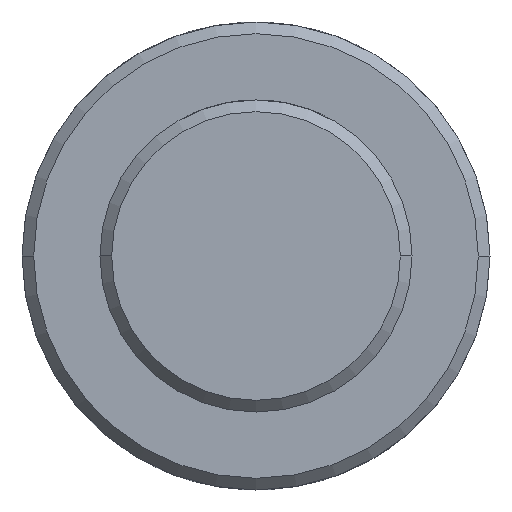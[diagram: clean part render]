
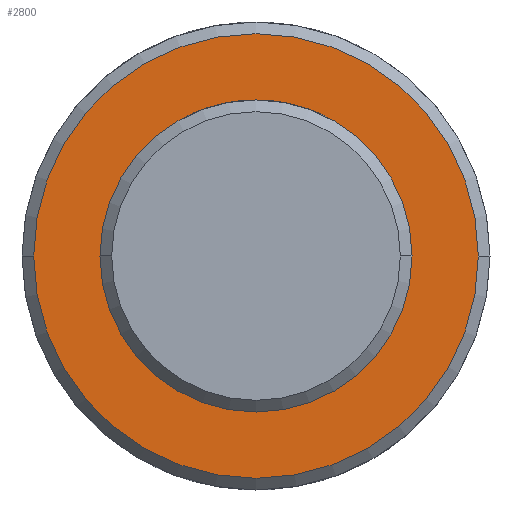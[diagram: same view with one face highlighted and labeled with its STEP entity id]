
A CAD part, front view. The second image highlights one B-rep face of the part: STEP entity #2800.
In plain terms, the highlighted planar face has unit normal (0, -1, 0).
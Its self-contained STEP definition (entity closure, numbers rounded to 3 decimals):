
#41 = AXIS2_PLACEMENT_3D ( 'NONE', #3339, #1134, #319 ) ;
#78 = PLANE ( 'NONE',  #856 ) ;
#164 = AXIS2_PLACEMENT_3D ( 'NONE', #802, #1916, #1348 ) ;
#231 = CARTESIAN_POINT ( 'NONE',  ( -5.7, -125., 0. ) ) ;
#245 = VERTEX_POINT ( 'NONE', #1490 ) ;
#319 = DIRECTION ( 'NONE',  ( -1., 0., 0. ) ) ;
#489 = FACE_BOUND ( 'NONE', #1240, .T. ) ;
#621 = VERTEX_POINT ( 'NONE', #2724 ) ;
#622 = VERTEX_POINT ( 'NONE', #231 ) ;
#713 = ORIENTED_EDGE ( 'NONE', *, *, #1096, .T. ) ;
#795 = ORIENTED_EDGE ( 'NONE', *, *, #1256, .T. ) ;
#802 = CARTESIAN_POINT ( 'NONE',  ( 0., -125., 0. ) ) ;
#823 = CIRCLE ( 'NONE', #1100, 5.7 ) ;
#856 = AXIS2_PLACEMENT_3D ( 'NONE', #3144, #2901, #2618 ) ;
#1080 = CARTESIAN_POINT ( 'NONE',  ( 0., -125., 0. ) ) ;
#1096 = EDGE_CURVE ( 'Defeature ausgef�hrt1_8+Defeature ausgef�hrt1_19+Defeature ausgef�hrt1_19+Defeature ausgef�hrt1_19', #2966, #622, #823, .T. ) ;
#1100 = AXIS2_PLACEMENT_3D ( 'NONE', #2101, #2894, #1782 ) ;
#1134 = DIRECTION ( 'NONE',  ( 0., 1., 0. ) ) ;
#1240 = EDGE_LOOP ( 'NONE', ( #1243, #3277 ) ) ;
#1243 = ORIENTED_EDGE ( 'NONE', *, *, #2479, .T. ) ;
#1244 = CIRCLE ( 'NONE', #1845, 5.7 ) ;
#1256 = EDGE_CURVE ( 'Defeature ausgef�hrt1_8+Defeature ausgef�hrt1_19+Defeature ausgef�hrt1_19+Defeature ausgef�hrt1_19', #622, #2966, #1244, .T. ) ;
#1294 = CARTESIAN_POINT ( 'NONE',  ( 5.7, -125., 0. ) ) ;
#1348 = DIRECTION ( 'NONE',  ( -1., 0., 0. ) ) ;
#1490 = CARTESIAN_POINT ( 'NONE',  ( 4., -125., 0. ) ) ;
#1782 = DIRECTION ( 'NONE',  ( 1., 0., 0. ) ) ;
#1845 = AXIS2_PLACEMENT_3D ( 'NONE', #1080, #3002, #3020 ) ;
#1889 = EDGE_LOOP ( 'NONE', ( #795, #713 ) ) ;
#1916 = DIRECTION ( 'NONE',  ( 0., 1., 0. ) ) ;
#2020 = CIRCLE ( 'NONE', #164, 4. ) ;
#2101 = CARTESIAN_POINT ( 'NONE',  ( 0., -125., 0. ) ) ;
#2479 = EDGE_CURVE ( 'Defeature ausgef�hrt1_8+Defeature ausgef�hrt1_9+Defeature ausgef�hrt1_9+Defeature ausgef�hrt1_9', #621, #245, #2020, .T. ) ;
#2591 = EDGE_CURVE ( 'Defeature ausgef�hrt1_8+Defeature ausgef�hrt1_9+Defeature ausgef�hrt1_9+Defeature ausgef�hrt1_9', #245, #621, #2607, .T. ) ;
#2607 = CIRCLE ( 'NONE', #41, 4. ) ;
#2618 = DIRECTION ( 'NONE',  ( 1., 0., 0. ) ) ;
#2724 = CARTESIAN_POINT ( 'NONE',  ( -4., -125., 0. ) ) ;
#2777 = FACE_OUTER_BOUND ( 'NONE', #1889, .T. ) ;
#2800 = ADVANCED_FACE ( 'Defeature ausgef�hrt1_8', ( #2777, #489 ), #78, .T. ) ;
#2894 = DIRECTION ( 'NONE',  ( 0., -1., 0. ) ) ;
#2901 = DIRECTION ( 'NONE',  ( 0., -1., 0. ) ) ;
#2966 = VERTEX_POINT ( 'NONE', #1294 ) ;
#3002 = DIRECTION ( 'NONE',  ( 0., -1., 0. ) ) ;
#3020 = DIRECTION ( 'NONE',  ( 1., 0., 0. ) ) ;
#3144 = CARTESIAN_POINT ( 'NONE',  ( 0., -125., 4. ) ) ;
#3277 = ORIENTED_EDGE ( 'NONE', *, *, #2591, .T. ) ;
#3339 = CARTESIAN_POINT ( 'NONE',  ( 0., -125., 0. ) ) ;
